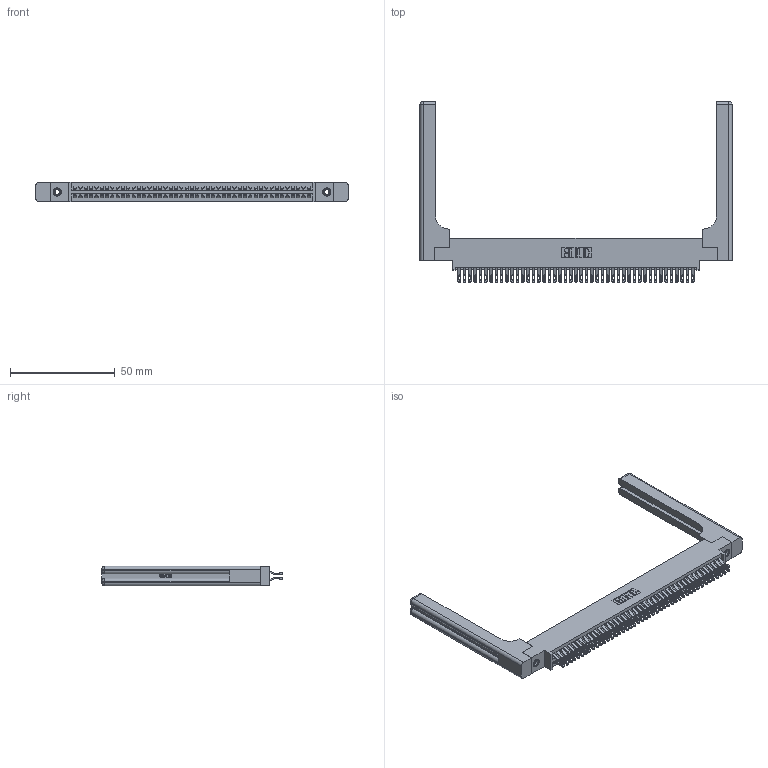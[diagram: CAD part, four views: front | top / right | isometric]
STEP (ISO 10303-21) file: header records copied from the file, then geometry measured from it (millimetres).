
FILE_DESCRIPTION (( 'STEP AP203' ), '1' );
FILE_NAME ('395-090-555-858.STEP', '2019-10-25T17:28:34', ( '' ), ( '' ), 'SwSTEP 2.0', 'SolidWorks 2016', '' );
FILE_SCHEMA (( 'CONFIG_CONTROL_DESIGN' ));
Length unit declared in the file: inch
Products named in the file (5): 345-220-058_345-220-058; 395-090-555-858; 345 Part_0.170 Offset - 0.156 Dia-TH; 345-292-001_555 Tail; 345-250-001_345-250-001-102
Assembly tree (95 placements, depth 2):
  395-090-555-858
    345 Part_0.170 Offset - 0.156 Dia-TH
    345-292-001_555 Tail  x90
    345-250-001_345-250-001-102  x2
    345-220-058_345-220-058  x2
Bounding box: 149.33 x 86.41 x 9.4 mm (x, y, z)
Volume: 23156.4 mm3; surface area: 27869.8 mm2
Topology: 95 solids, 95 shells, 5426 faces, 16949 edges, 11278 vertices
Faces by surface type: plane 3022, cylinder 2344, bspline 36, cone 12, sphere 8, torus 4
Entity records: 40544 total; most frequent: CARTESIAN_POINT 7823, ORIENTED_EDGE 6524, DIRECTION 5794, EDGE_CURVE 3262, LINE 2838, VECTOR 2838, VERTEX_POINT 2166, AXIS2_PLACEMENT_3D 1478
